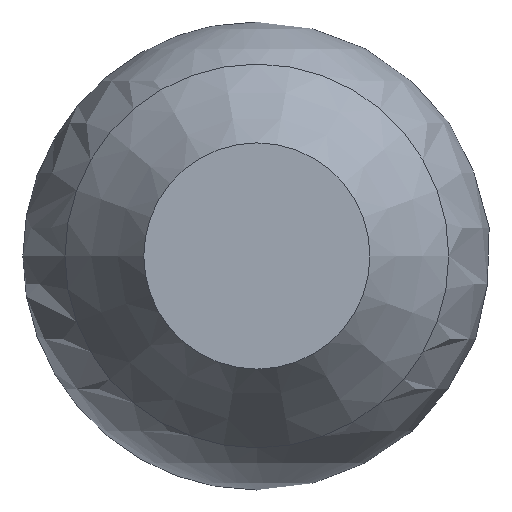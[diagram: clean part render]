
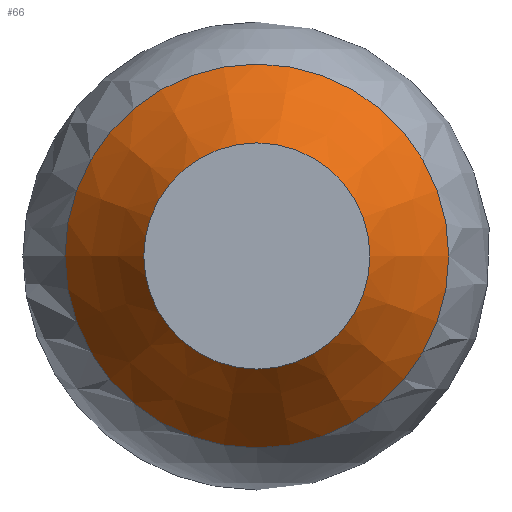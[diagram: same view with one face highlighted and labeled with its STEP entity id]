
A CAD part, front view. The second image highlights one B-rep face of the part: STEP entity #66.
In plain terms, the highlighted conical face has half-angle 34.91 degrees and reference radius 3.96 mm.
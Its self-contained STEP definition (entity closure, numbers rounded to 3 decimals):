
#21=CONICAL_SURFACE('',#87,3.96,0.609);
#23=LINE('',#128,#25);
#25=VECTOR('',#109,3.96);
#29=FACE_OUTER_BOUND('',#33,.T.);
#33=EDGE_LOOP('',(#56,#57,#58,#59));
#37=CIRCLE('',#86,2.9);
#38=CIRCLE('',#88,4.92);
#41=VERTEX_POINT('',#122);
#42=VERTEX_POINT('',#126);
#46=EDGE_CURVE('',#41,#41,#37,.T.);
#48=EDGE_CURVE('',#42,#42,#38,.T.);
#49=EDGE_CURVE('',#42,#41,#23,.T.);
#56=ORIENTED_EDGE('',*,*,#48,.F.);
#57=ORIENTED_EDGE('',*,*,#49,.T.);
#58=ORIENTED_EDGE('',*,*,#46,.T.);
#59=ORIENTED_EDGE('',*,*,#49,.F.);
#66=ADVANCED_FACE('',(#29),#21,.T.);
#86=AXIS2_PLACEMENT_3D('',#123,#102,#103);
#87=AXIS2_PLACEMENT_3D('',#125,#105,#106);
#88=AXIS2_PLACEMENT_3D('',#127,#107,#108);
#102=DIRECTION('center_axis',(0.,1.,0.));
#103=DIRECTION('ref_axis',(1.,0.,0.));
#105=DIRECTION('center_axis',(0.,1.,0.));
#106=DIRECTION('ref_axis',(1.,0.,0.));
#107=DIRECTION('center_axis',(0.,1.,0.));
#108=DIRECTION('ref_axis',(1.,0.,0.));
#109=DIRECTION('',(0.572,-0.82,0.));
#122=CARTESIAN_POINT('',(-2.9,10.671,-9.));
#123=CARTESIAN_POINT('Origin',(0.,10.671,-9.));
#125=CARTESIAN_POINT('Origin',(0.,12.19,-9.));
#126=CARTESIAN_POINT('',(-4.92,13.566,-9.));
#127=CARTESIAN_POINT('Origin',(0.,13.566,-9.));
#128=CARTESIAN_POINT('',(-3.96,12.19,-9.));
